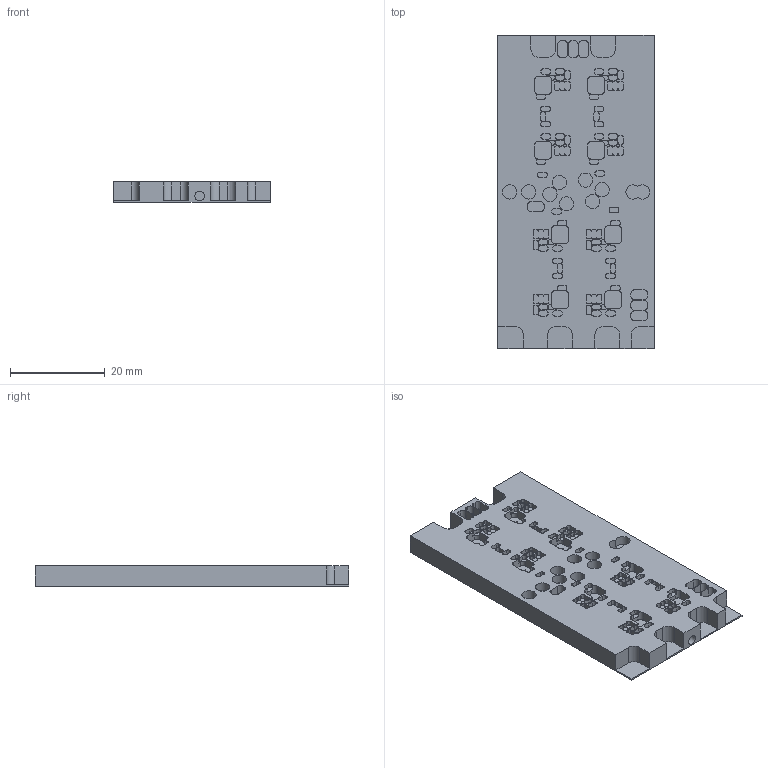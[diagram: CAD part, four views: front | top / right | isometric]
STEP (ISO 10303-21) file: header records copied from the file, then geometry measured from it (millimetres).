
FILE_DESCRIPTION(('FreeCAD Model'),'2;1');
FILE_NAME('Open CASCADE Shape Model','2025-01-21T14:04:11',(''),(''), 'Open CASCADE STEP processor 7.6','FreeCAD','Unknown');
FILE_SCHEMA(('CONFIG_CONTROL_DESIGN','SHAPE_APPEARANCE_LAYER_MIM'));
Length unit declared in the file: millimetre
Products named in the file (1): AmpBoardInterposerRef
Bounding box: 33 x 66 x 4.3 mm (x, y, z)
Volume: 8137.8 mm3; surface area: 6374 mm2
Topology: 1 solids, 1 shells, 892 faces, 2452 edges, 1636 vertices
Faces by surface type: plane 466, cylinder 426
Full cylindrical faces by diameter (mm): 2 x2, 3 x8
Entity records: 28642 total; most frequent: DIRECTION 5100, CARTESIAN_POINT 4981, ORIENTED_EDGE 4904, EDGE_CURVE 2452, AXIS2_PLACEMENT_3D 1755, VERTEX_POINT 1636, LINE 1590, VECTOR 1590
